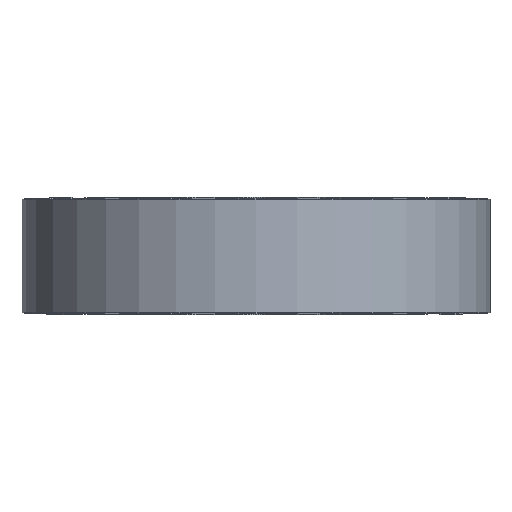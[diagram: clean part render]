
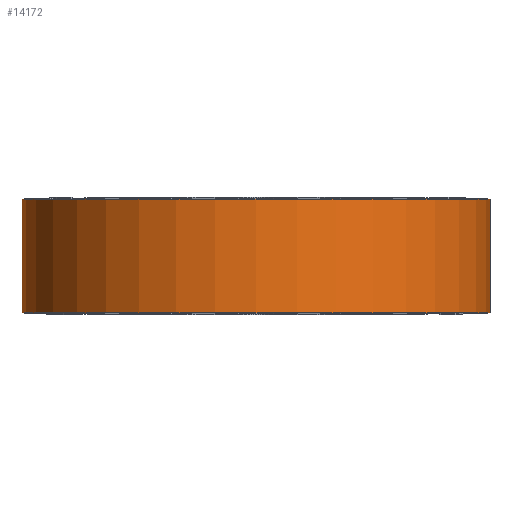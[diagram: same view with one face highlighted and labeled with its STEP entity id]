
A CAD part, front view. The second image highlights one B-rep face of the part: STEP entity #14172.
In plain terms, the highlighted cylindrical face has radius 50.8 mm (diameter 101.6 mm), a partial arc.
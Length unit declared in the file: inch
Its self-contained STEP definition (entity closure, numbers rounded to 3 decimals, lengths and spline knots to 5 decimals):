
#478 = CARTESIAN_POINT ( 'NONE',  ( 0., 0., 0.48691 ) ) ;
#626 = DIRECTION ( 'NONE',  ( 0., 0., -1. ) ) ;
#1490 = EDGE_CURVE ( 'NONE', #5835, #12450, #14245, .T. ) ;
#2086 = DIRECTION ( 'NONE',  ( 0., 1., 0. ) ) ;
#2163 = CYLINDRICAL_SURFACE ( 'NONE', #10323, 2. ) ;
#2504 = VECTOR ( 'NONE', #7185, 39.37008 ) ;
#2532 = CARTESIAN_POINT ( 'NONE',  ( -2., 0., 0.48691 ) ) ;
#2553 = DIRECTION ( 'NONE',  ( 0., 1., 0. ) ) ;
#2591 = CARTESIAN_POINT ( 'NONE',  ( 2., 0., 0.5 ) ) ;
#3273 = EDGE_CURVE ( 'NONE', #8405, #3633, #12017, .T. ) ;
#3275 = CIRCLE ( 'NONE', #8575, 2. ) ;
#3294 = DIRECTION ( 'NONE',  ( -1., 0., 0. ) ) ;
#3386 = EDGE_CURVE ( 'NONE', #3633, #10465, #10708, .T. ) ;
#3633 = VERTEX_POINT ( 'NONE', #5808 ) ;
#4228 = CIRCLE ( 'NONE', #7369, 2. ) ;
#4619 = DIRECTION ( 'NONE',  ( 0., 0., -1. ) ) ;
#4816 = ORIENTED_EDGE ( 'NONE', *, *, #1490, .T. ) ;
#4880 = EDGE_CURVE ( 'NONE', #14033, #5835, #11688, .T. ) ;
#5162 = AXIS2_PLACEMENT_3D ( 'NONE', #7630, #14711, #7768 ) ;
#5537 = EDGE_CURVE ( 'NONE', #10465, #12450, #4228, .T. ) ;
#5808 = CARTESIAN_POINT ( 'NONE',  ( 2., 0., -0.48691 ) ) ;
#5835 = VERTEX_POINT ( 'NONE', #2532 ) ;
#5984 = CARTESIAN_POINT ( 'NONE',  ( 0., 0., 0.48691 ) ) ;
#6036 = CARTESIAN_POINT ( 'NONE',  ( 0., -2., 0.48691 ) ) ;
#6427 = ORIENTED_EDGE ( 'NONE', *, *, #4880, .T. ) ;
#7185 = DIRECTION ( 'NONE',  ( 0., 0., -1. ) ) ;
#7369 = AXIS2_PLACEMENT_3D ( 'NONE', #14015, #8277, #2553 ) ;
#7630 = CARTESIAN_POINT ( 'NONE',  ( 0., 0., -0.48691 ) ) ;
#7768 = DIRECTION ( 'NONE',  ( 0., 1., 0. ) ) ;
#8277 = DIRECTION ( 'NONE',  ( 0., 0., -1. ) ) ;
#8405 = VERTEX_POINT ( 'NONE', #10145 ) ;
#8493 = EDGE_LOOP ( 'NONE', ( #11305, #11878, #6427, #4816, #10292, #12273 ) ) ;
#8555 = AXIS2_PLACEMENT_3D ( 'NONE', #5984, #4619, #9368 ) ;
#8575 = AXIS2_PLACEMENT_3D ( 'NONE', #478, #626, #2086 ) ;
#9368 = DIRECTION ( 'NONE',  ( 0., 1., 0. ) ) ;
#9888 = EDGE_CURVE ( 'NONE', #8405, #14033, #3275, .T. ) ;
#10145 = CARTESIAN_POINT ( 'NONE',  ( 2., 0., 0.48691 ) ) ;
#10292 = ORIENTED_EDGE ( 'NONE', *, *, #5537, .F. ) ;
#10323 = AXIS2_PLACEMENT_3D ( 'NONE', #12565, #10377, #3294 ) ;
#10377 = DIRECTION ( 'NONE',  ( 0., 0., -1. ) ) ;
#10465 = VERTEX_POINT ( 'NONE', #11801 ) ;
#10708 = CIRCLE ( 'NONE', #5162, 2. ) ;
#11305 = ORIENTED_EDGE ( 'NONE', *, *, #3273, .F. ) ;
#11688 = CIRCLE ( 'NONE', #8555, 2. ) ;
#11801 = CARTESIAN_POINT ( 'NONE',  ( 0., -2., -0.48691 ) ) ;
#11878 = ORIENTED_EDGE ( 'NONE', *, *, #9888, .T. ) ;
#12017 = LINE ( 'NONE', #2591, #2504 ) ;
#12273 = ORIENTED_EDGE ( 'NONE', *, *, #3386, .F. ) ;
#12450 = VERTEX_POINT ( 'NONE', #14776 ) ;
#12565 = CARTESIAN_POINT ( 'NONE',  ( 0., 0., 0.5 ) ) ;
#12640 = FACE_OUTER_BOUND ( 'NONE', #8493, .T. ) ;
#14015 = CARTESIAN_POINT ( 'NONE',  ( 0., 0., -0.48691 ) ) ;
#14020 = VECTOR ( 'NONE', #14390, 39.37008 ) ;
#14033 = VERTEX_POINT ( 'NONE', #6036 ) ;
#14170 = CARTESIAN_POINT ( 'NONE',  ( -2., 0., 0.5 ) ) ;
#14172 = ADVANCED_FACE ( 'NONE', ( #12640 ), #2163, .T. ) ;
#14245 = LINE ( 'NONE', #14170, #14020 ) ;
#14390 = DIRECTION ( 'NONE',  ( 0., 0., -1. ) ) ;
#14711 = DIRECTION ( 'NONE',  ( 0., 0., -1. ) ) ;
#14776 = CARTESIAN_POINT ( 'NONE',  ( -2., 0., -0.48691 ) ) ;
